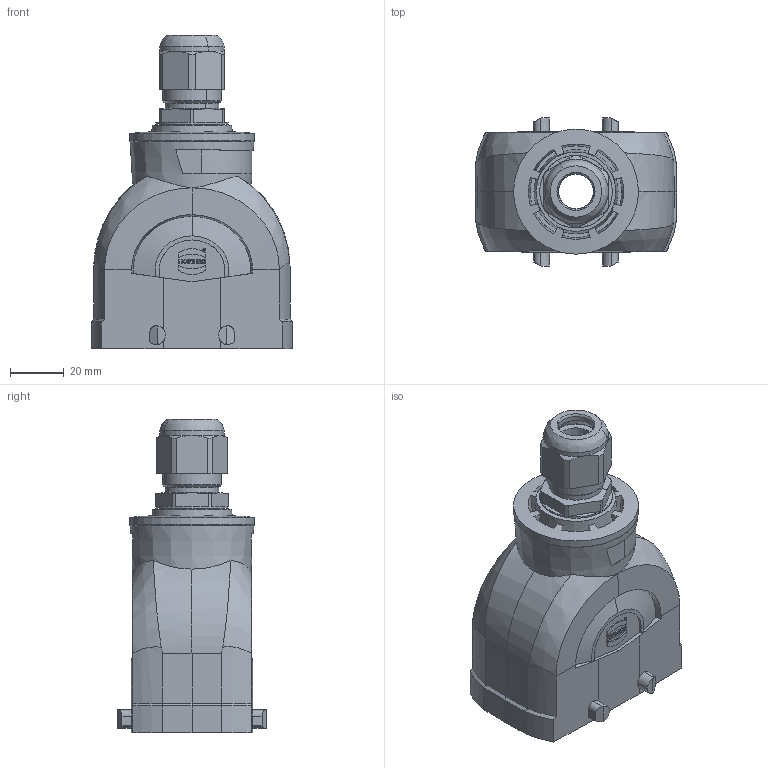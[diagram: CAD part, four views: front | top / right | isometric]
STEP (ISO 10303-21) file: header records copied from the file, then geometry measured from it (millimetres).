
FILE_DESCRIPTION(/* description */ (''),/* implementation_level */ '2;1');
FILE_NAME(/* name */ '100749209ugm000_b.stp',/* time_stamp */ '2022-03-12T05:50:43+01:00',/* author */ (''),/* organization */ (''),/* preprocessor_version */ 'ST-DEVELOPER v16.7',/* originating_system */ 'SIEMENS PLM Software NX 1911',/* authorisation */ '');
FILE_SCHEMA (('AUTOMOTIVE_DESIGN { 1 0 10303 214 3 1 1 1 }'));
Length unit declared in the file: millimetre
Products named in the file (1): 100749209ugm000_b
Bounding box: 75 x 55 x 116.5 mm (x, y, z)
Volume: 86643.7 mm3; surface area: 43297.3 mm2
Topology: 1 solids, 1 shells, 489 faces, 1429 edges, 967 vertices
Faces by surface type: plane 269, cylinder 106, cone 63, bspline 38, extrusion 8, torus 5
Full cylindrical faces by diameter (mm): 0.671 x1, 0.984 x1, 3 x4, 3.4 x4, 3.5 x4, 20 x1, 30 x1, 46.4 x1
Entity records: 21448 total; most frequent: CARTESIAN_POINT 7941, ORIENTED_EDGE 2758, DIRECTION 2239, EDGE_CURVE 1379, VERTEX_POINT 951, AXIS2_PLACEMENT_3D 763, VECTOR 713, LINE 705
